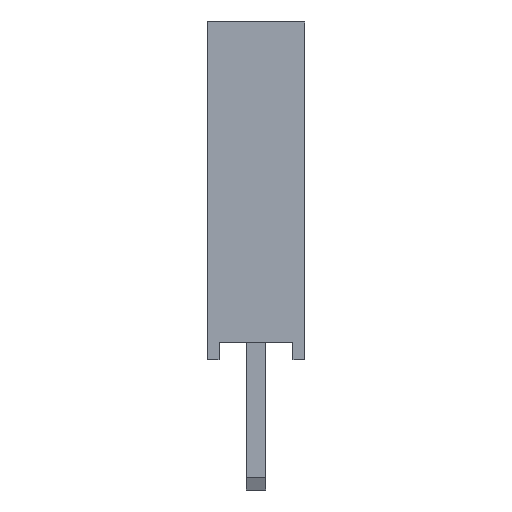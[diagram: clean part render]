
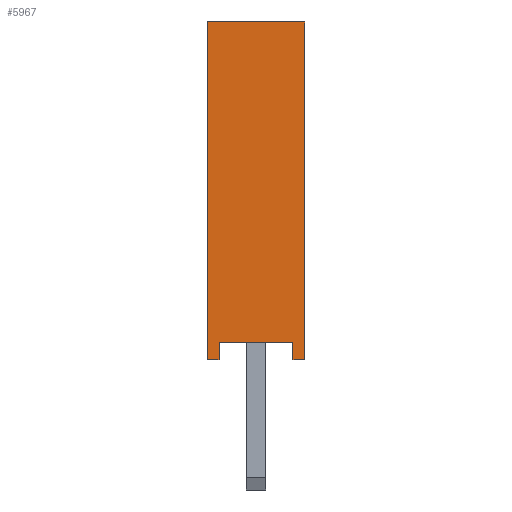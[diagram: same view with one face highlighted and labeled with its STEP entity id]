
A CAD part, left-side view. The second image highlights one B-rep face of the part: STEP entity #5967.
In plain terms, the highlighted planar face has unit normal (-1, 0, 0).
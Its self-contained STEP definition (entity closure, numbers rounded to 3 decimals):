
#178=FACE_OUTER_BOUND('',#511,.T.);
#511=EDGE_LOOP('',(#3981,#3982,#3983,#3984,#3985,#3986,#3987,#3988));
#905=LINE('',#8400,#1682);
#909=LINE('',#8409,#1686);
#913=LINE('',#8416,#1690);
#915=LINE('',#8422,#1692);
#922=LINE('',#8436,#1699);
#924=LINE('',#8440,#1701);
#926=LINE('',#8444,#1703);
#928=LINE('',#8447,#1705);
#1682=VECTOR('',#6832,10.);
#1686=VECTOR('',#6838,10.);
#1690=VECTOR('',#6844,10.);
#1692=VECTOR('',#6852,10.);
#1699=VECTOR('',#6863,10.);
#1701=VECTOR('',#6867,10.);
#1703=VECTOR('',#6871,10.);
#1705=VECTOR('',#6875,10.);
#2434=VERTEX_POINT('',#8398);
#2435=VERTEX_POINT('',#8399);
#2438=VERTEX_POINT('',#8407);
#2439=VERTEX_POINT('',#8408);
#2442=VERTEX_POINT('',#8421);
#2447=VERTEX_POINT('',#8435);
#2448=VERTEX_POINT('',#8439);
#2449=VERTEX_POINT('',#8443);
#3013=EDGE_CURVE('',#2434,#2435,#905,.T.);
#3017=EDGE_CURVE('',#2438,#2439,#909,.T.);
#3021=EDGE_CURVE('',#2435,#2438,#913,.T.);
#3023=EDGE_CURVE('',#2439,#2442,#915,.T.);
#3030=EDGE_CURVE('',#2447,#2434,#922,.T.);
#3032=EDGE_CURVE('',#2448,#2447,#924,.T.);
#3034=EDGE_CURVE('',#2449,#2448,#926,.T.);
#3036=EDGE_CURVE('',#2442,#2449,#928,.T.);
#3981=ORIENTED_EDGE('',*,*,#3030,.F.);
#3982=ORIENTED_EDGE('',*,*,#3032,.F.);
#3983=ORIENTED_EDGE('',*,*,#3034,.F.);
#3984=ORIENTED_EDGE('',*,*,#3036,.F.);
#3985=ORIENTED_EDGE('',*,*,#3023,.F.);
#3986=ORIENTED_EDGE('',*,*,#3017,.F.);
#3987=ORIENTED_EDGE('',*,*,#3021,.F.);
#3988=ORIENTED_EDGE('',*,*,#3013,.F.);
#5459=PLANE('',#6324);
#5967=ADVANCED_FACE('',(#178),#5459,.F.);
#6324=AXIS2_PLACEMENT_3D('',#8448,#6876,#6877);
#6832=DIRECTION('',(0.,0.,1.));
#6838=DIRECTION('',(0.,0.,-1.));
#6844=DIRECTION('',(0.,-1.,0.));
#6852=DIRECTION('',(0.,1.,0.));
#6863=DIRECTION('',(0.,1.,0.));
#6867=DIRECTION('',(0.,0.,-1.));
#6871=DIRECTION('',(0.,1.,0.));
#6875=DIRECTION('',(0.,0.,1.));
#6876=DIRECTION('center_axis',(1.,0.,0.));
#6877=DIRECTION('ref_axis',(0.,0.,-1.));
#8398=CARTESIAN_POINT('',(-1.317,1.238,0.));
#8399=CARTESIAN_POINT('',(-1.317,1.238,8.575));
#8400=CARTESIAN_POINT('',(-1.317,1.238,2.144));
#8407=CARTESIAN_POINT('',(-1.317,-1.238,8.575));
#8408=CARTESIAN_POINT('',(-1.317,-1.238,0.));
#8409=CARTESIAN_POINT('',(-1.317,-1.238,2.144));
#8416=CARTESIAN_POINT('',(-1.317,-1.238,8.575));
#8421=CARTESIAN_POINT('',(-1.317,-0.938,0.));
#8422=CARTESIAN_POINT('',(-1.317,-1.238,0.));
#8435=CARTESIAN_POINT('',(-1.317,0.938,0.));
#8436=CARTESIAN_POINT('',(-1.317,-1.238,0.));
#8439=CARTESIAN_POINT('',(-1.317,0.938,0.448));
#8440=CARTESIAN_POINT('',(-1.317,0.938,0.));
#8443=CARTESIAN_POINT('',(-1.317,-0.938,0.448));
#8444=CARTESIAN_POINT('',(-1.317,-0.15,0.448));
#8447=CARTESIAN_POINT('',(-1.317,-0.938,0.224));
#8448=CARTESIAN_POINT('Origin',(-1.317,-1.238,0.));
